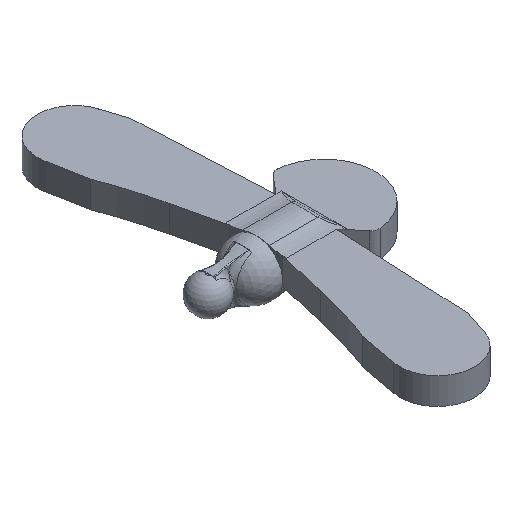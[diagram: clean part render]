
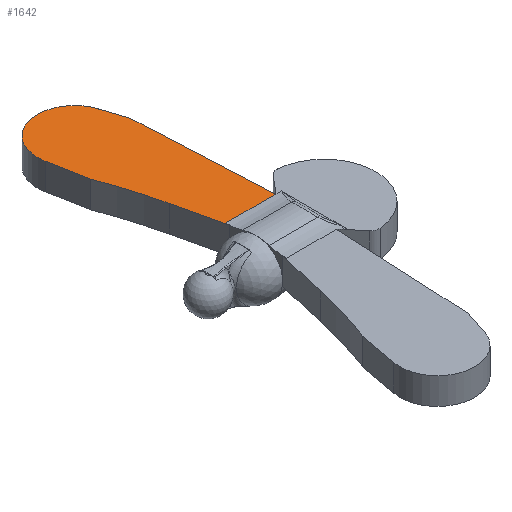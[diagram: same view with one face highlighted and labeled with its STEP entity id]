
A CAD part, isometric view. The second image highlights one B-rep face of the part: STEP entity #1642.
In plain terms, the highlighted planar face has unit normal (0, 0, 1).
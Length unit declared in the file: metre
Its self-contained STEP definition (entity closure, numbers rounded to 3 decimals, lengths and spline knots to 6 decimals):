
#84=LINE('',#2361,#153);
#85=LINE('',#2380,#154);
#86=LINE('',#2383,#155);
#87=LINE('',#2385,#156);
#88=LINE('',#2386,#157);
#89=LINE('',#2390,#158);
#153=VECTOR('',#1951,1.);
#154=VECTOR('',#1964,1.);
#155=VECTOR('',#1965,1.);
#156=VECTOR('',#1966,1.);
#157=VECTOR('',#1967,1.);
#158=VECTOR('',#1970,1.);
#359=ORIENTED_EDGE('',*,*,#888,.F.);
#360=ORIENTED_EDGE('',*,*,#889,.T.);
#361=ORIENTED_EDGE('',*,*,#890,.T.);
#362=ORIENTED_EDGE('',*,*,#882,.T.);
#363=ORIENTED_EDGE('',*,*,#891,.T.);
#364=ORIENTED_EDGE('',*,*,#892,.F.);
#365=ORIENTED_EDGE('',*,*,#893,.F.);
#366=ORIENTED_EDGE('',*,*,#894,.F.);
#882=EDGE_CURVE('',#1145,#1147,#84,.T.);
#888=EDGE_CURVE('',#1152,#1153,#85,.T.);
#889=EDGE_CURVE('',#1152,#1154,#86,.T.);
#890=EDGE_CURVE('',#1154,#1145,#87,.T.);
#891=EDGE_CURVE('',#1147,#1155,#88,.T.);
#892=EDGE_CURVE('',#1156,#1155,#1295,.T.);
#893=EDGE_CURVE('',#1157,#1156,#89,.T.);
#894=EDGE_CURVE('',#1153,#1157,#1296,.T.);
#1145=VERTEX_POINT('',#2356);
#1147=VERTEX_POINT('',#2360);
#1152=VERTEX_POINT('',#2381);
#1153=VERTEX_POINT('',#2382);
#1154=VERTEX_POINT('',#2384);
#1155=VERTEX_POINT('',#2387);
#1156=VERTEX_POINT('',#2389);
#1157=VERTEX_POINT('',#2391);
#1295=CIRCLE('',#1777,0.021);
#1296=CIRCLE('',#1778,0.26);
#1384=EDGE_LOOP('',(#359,#360,#361,#362,#363,#364,#365,#366));
#1497=FACE_BOUND('',#1384,.T.);
#1607=PLANE('',#1776);
#1642=ADVANCED_FACE('',(#1497),#1607,.T.);
#1776=AXIS2_PLACEMENT_3D('',#2379,#1962,#1963);
#1777=AXIS2_PLACEMENT_3D('',#2388,#1968,#1969);
#1778=AXIS2_PLACEMENT_3D('',#2392,#1971,#1972);
#1951=DIRECTION('',(-0.049,0.999,0.));
#1962=DIRECTION('',(0.,0.,1.));
#1963=DIRECTION('',(1.,0.,0.));
#1964=DIRECTION('',(-0.222,0.975,0.));
#1965=DIRECTION('',(0.,1.,0.));
#1966=DIRECTION('',(1.,0.,0.));
#1967=DIRECTION('',(-0.306,0.952,0.));
#1968=DIRECTION('',(0.,0.,-1.));
#1969=DIRECTION('',(1.,0.,0.));
#1970=DIRECTION('',(-0.187,0.982,0.));
#1971=DIRECTION('',(0.,0.,1.));
#1972=DIRECTION('',(1.,0.,0.));
#2356=CARTESIAN_POINT('',(-0.0103,0.017144,0.0125));
#2360=CARTESIAN_POINT('',(-0.01415,0.095319,0.0125));
#2361=CARTESIAN_POINT('',(-0.012084,0.05337,0.0125));
#2379=CARTESIAN_POINT('',(-0.029083,0.,0.0125));
#2380=CARTESIAN_POINT('',(-0.041577,0.028844,0.0125));
#2381=CARTESIAN_POINT('',(-0.038426,0.015,0.0125));
#2382=CARTESIAN_POINT('',(-0.044727,0.042688,0.0125));
#2383=CARTESIAN_POINT('',(-0.038426,0.,0.0125));
#2384=CARTESIAN_POINT('',(-0.038426,0.017144,0.0125));
#2385=CARTESIAN_POINT('',(-0.038428,0.017144,0.0125));
#2386=CARTESIAN_POINT('',(-0.016292,0.101983,0.0125));
#2387=CARTESIAN_POINT('',(-0.018434,0.108648,0.0125));
#2388=CARTESIAN_POINT('',(-0.038426,0.102221,0.0125));
#2389=CARTESIAN_POINT('',(-0.059057,0.0983,0.0125));
#2390=CARTESIAN_POINT('',(-0.057003,0.087493,0.0125));
#2391=CARTESIAN_POINT('',(-0.054949,0.076687,0.0125));
#2392=CARTESIAN_POINT('',(-0.298246,-0.015,0.0125));
